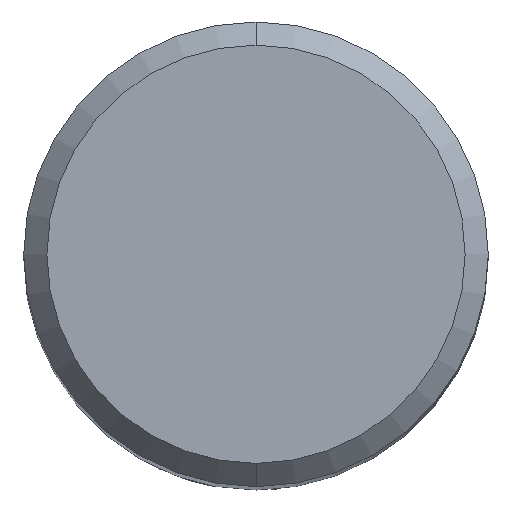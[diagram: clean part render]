
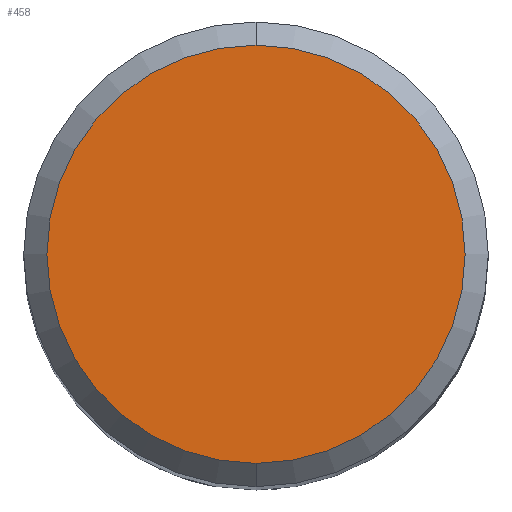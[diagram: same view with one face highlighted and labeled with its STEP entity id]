
A CAD part, top view. The second image highlights one B-rep face of the part: STEP entity #458.
In plain terms, the highlighted planar face has unit normal (0, 0, 1).
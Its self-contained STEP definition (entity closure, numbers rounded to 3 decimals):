
#360=EDGE_CURVE('',#390,#700,#954,.T.);
#384=EDGE_CURVE('',#700,#390,#980,.T.);
#390=VERTEX_POINT('',#986);
#458=ADVANCED_FACE('',(#1064),#1065,.T.);
#700=VERTEX_POINT('',#1325);
#954=CIRCLE('',#1663,7.2);
#980=CIRCLE('',#1738,7.2);
#986=CARTESIAN_POINT('',(0.,-7.2,0.0));
#1064=FACE_OUTER_BOUND('',#2135,.T.);
#1065=PLANE('',#2136);
#1325=CARTESIAN_POINT('',(0.0,7.2,0.0));
#1663=AXIS2_PLACEMENT_3D('',#9248,#9249,#9250);
#1738=AXIS2_PLACEMENT_3D('',#9277,#9278,#9279);
#2135=EDGE_LOOP('',(#9422,#9423));
#2136=AXIS2_PLACEMENT_3D('',#9424,#9425,#9426);
#9248=CARTESIAN_POINT('',(0.0,0.0,0.0));
#9249=DIRECTION('',(0.0,0.0,-1.0));
#9250=DIRECTION('',(0.0,1.0,0.0));
#9277=CARTESIAN_POINT('',(0.0,0.0,0.0));
#9278=DIRECTION('',(0.0,0.0,-1.0));
#9279=DIRECTION('',(0.0,1.0,0.0));
#9422=ORIENTED_EDGE('',*,*,#384,.F.);
#9423=ORIENTED_EDGE('',*,*,#360,.F.);
#9424=CARTESIAN_POINT('',(0.0,3.6,0.0));
#9425=DIRECTION('',(-0.0,0.0,1.0));
#9426=DIRECTION('',(0.0,-1.0,0.0));
